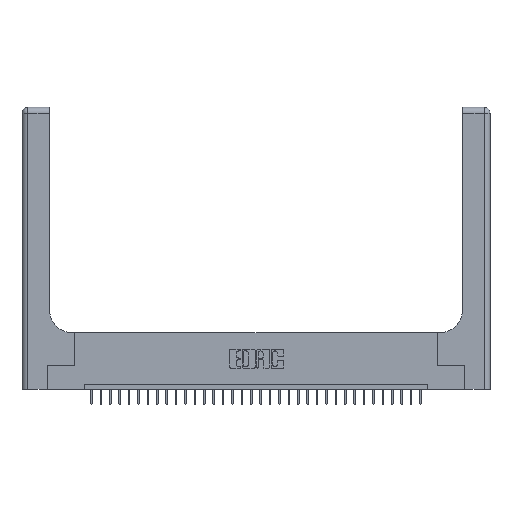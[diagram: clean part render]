
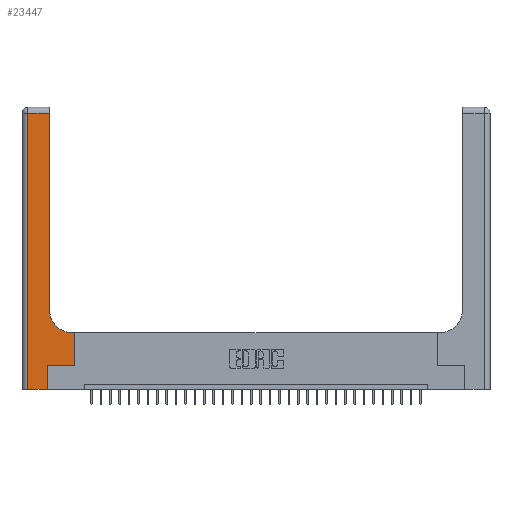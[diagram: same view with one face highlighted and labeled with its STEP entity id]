
A CAD part, top view. The second image highlights one B-rep face of the part: STEP entity #23447.
In plain terms, the highlighted planar face has unit normal (0, 0, 1).
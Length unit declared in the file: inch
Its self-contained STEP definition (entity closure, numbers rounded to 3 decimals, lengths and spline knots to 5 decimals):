
#1110 = EDGE_CURVE ( 'NONE', #22596, #31399, #18523, .T. ) ;
#1237 = CARTESIAN_POINT ( 'NONE',  ( 0.06, 3., 0.37 ) ) ;
#1391 = VERTEX_POINT ( 'NONE', #16607 ) ;
#2460 = CARTESIAN_POINT ( 'NONE',  ( 0.269, 0., 0.37 ) ) ;
#3086 = EDGE_CURVE ( 'NONE', #1391, #24769, #6872, .T. ) ;
#3204 = EDGE_CURVE ( 'NONE', #24169, #28716, #26808, .T. ) ;
#3498 = CARTESIAN_POINT ( 'NONE',  ( 0., 2.94, 0.37 ) ) ;
#3700 = CARTESIAN_POINT ( 'NONE',  ( 0., 3., 0.37 ) ) ;
#4256 = DIRECTION ( 'NONE',  ( 0., 1., 0. ) ) ;
#4283 = DIRECTION ( 'NONE',  ( 0., -1., 0. ) ) ;
#4611 = EDGE_CURVE ( 'NONE', #6930, #24169, #13943, .T. ) ;
#4637 = VECTOR ( 'NONE', #20128, 39.37008 ) ;
#4719 = VERTEX_POINT ( 'NONE', #28758 ) ;
#5653 = DIRECTION ( 'NONE',  ( 1., 0., 0. ) ) ;
#5873 = DIRECTION ( 'NONE',  ( -1., 0., 0. ) ) ;
#6819 = ORIENTED_EDGE ( 'NONE', *, *, #18269, .T. ) ;
#6872 = LINE ( 'NONE', #7456, #30033 ) ;
#6930 = VERTEX_POINT ( 'NONE', #2460 ) ;
#7270 = LINE ( 'NONE', #9995, #24441 ) ;
#7456 = CARTESIAN_POINT ( 'NONE',  ( 0.2915, 0.6, 0.37 ) ) ;
#9995 = CARTESIAN_POINT ( 'NONE',  ( 0.5585, 0.25, 0.37 ) ) ;
#10903 = ORIENTED_EDGE ( 'NONE', *, *, #3204, .T. ) ;
#11727 = VECTOR ( 'NONE', #4283, 39.37008 ) ;
#12640 = ORIENTED_EDGE ( 'NONE', *, *, #25760, .T. ) ;
#12777 = CARTESIAN_POINT ( 'NONE',  ( 0.06, 0., 0.37 ) ) ;
#13623 = CIRCLE ( 'NONE', #26326, 0.25 ) ;
#13930 = PLANE ( 'NONE',  #21680 ) ;
#13943 = LINE ( 'NONE', #26593, #31072 ) ;
#14239 = ORIENTED_EDGE ( 'NONE', *, *, #17090, .T. ) ;
#14625 = DIRECTION ( 'NONE',  ( 0., 1., 0. ) ) ;
#14737 = LINE ( 'NONE', #33080, #4637 ) ;
#15438 = VECTOR ( 'NONE', #5873, 39.37008 ) ;
#15584 = VECTOR ( 'NONE', #4256, 39.37008 ) ;
#15865 = DIRECTION ( 'NONE',  ( 0., 0., -1. ) ) ;
#16005 = LINE ( 'NONE', #29828, #15584 ) ;
#16412 = DIRECTION ( 'NONE',  ( 0., 1., 0. ) ) ;
#16520 = DIRECTION ( 'NONE',  ( 0., 0., -1. ) ) ;
#16607 = CARTESIAN_POINT ( 'NONE',  ( 0.5585, 0.6, 0.37 ) ) ;
#17090 = EDGE_CURVE ( 'NONE', #28716, #1391, #7270, .T. ) ;
#18216 = ORIENTED_EDGE ( 'NONE', *, *, #1110, .T. ) ;
#18269 = EDGE_CURVE ( 'NONE', #4719, #22730, #16005, .T. ) ;
#18523 = LINE ( 'NONE', #1237, #11727 ) ;
#19225 = ORIENTED_EDGE ( 'NONE', *, *, #4611, .T. ) ;
#20019 = VECTOR ( 'NONE', #24467, 39.37008 ) ;
#20128 = DIRECTION ( 'NONE',  ( 1., 0., 0. ) ) ;
#20230 = EDGE_CURVE ( 'NONE', #24769, #4719, #13623, .T. ) ;
#20454 = EDGE_LOOP ( 'NONE', ( #6819, #12640, #18216, #21857, #19225, #10903, #14239, #22649, #25233 ) ) ;
#21680 = AXIS2_PLACEMENT_3D ( 'NONE', #3700, #16520, #26862 ) ;
#21857 = ORIENTED_EDGE ( 'NONE', *, *, #30276, .T. ) ;
#22596 = VERTEX_POINT ( 'NONE', #27939 ) ;
#22649 = ORIENTED_EDGE ( 'NONE', *, *, #3086, .T. ) ;
#22730 = VERTEX_POINT ( 'NONE', #28272 ) ;
#23447 = ADVANCED_FACE ( 'NONE', ( #28998 ), #13930, .F. ) ;
#24169 = VERTEX_POINT ( 'NONE', #25840 ) ;
#24441 = VECTOR ( 'NONE', #14625, 39.37008 ) ;
#24467 = DIRECTION ( 'NONE',  ( 1., 0., 0. ) ) ;
#24769 = VERTEX_POINT ( 'NONE', #32440 ) ;
#25233 = ORIENTED_EDGE ( 'NONE', *, *, #20230, .T. ) ;
#25321 = DIRECTION ( 'NONE',  ( -1., 0., 0. ) ) ;
#25760 = EDGE_CURVE ( 'NONE', #22730, #22596, #32603, .T. ) ;
#25840 = CARTESIAN_POINT ( 'NONE',  ( 0.269, 0.25, 0.37 ) ) ;
#26326 = AXIS2_PLACEMENT_3D ( 'NONE', #29294, #15865, #5653 ) ;
#26593 = CARTESIAN_POINT ( 'NONE',  ( 0.269, 0., 0.37 ) ) ;
#26808 = LINE ( 'NONE', #26904, #20019 ) ;
#26862 = DIRECTION ( 'NONE',  ( -1., 0., 0. ) ) ;
#26904 = CARTESIAN_POINT ( 'NONE',  ( 0.269, 0.25, 0.37 ) ) ;
#27939 = CARTESIAN_POINT ( 'NONE',  ( 0.06, 2.94, 0.37 ) ) ;
#28272 = CARTESIAN_POINT ( 'NONE',  ( 0.2915, 2.94, 0.37 ) ) ;
#28716 = VERTEX_POINT ( 'NONE', #32971 ) ;
#28758 = CARTESIAN_POINT ( 'NONE',  ( 0.2915, 0.85, 0.37 ) ) ;
#28998 = FACE_OUTER_BOUND ( 'NONE', #20454, .T. ) ;
#29294 = CARTESIAN_POINT ( 'NONE',  ( 0.5415, 0.85, 0.37 ) ) ;
#29828 = CARTESIAN_POINT ( 'NONE',  ( 0.2915, 3., 0.37 ) ) ;
#30033 = VECTOR ( 'NONE', #25321, 39.37008 ) ;
#30276 = EDGE_CURVE ( 'NONE', #31399, #6930, #14737, .T. ) ;
#31072 = VECTOR ( 'NONE', #16412, 39.37008 ) ;
#31399 = VERTEX_POINT ( 'NONE', #12777 ) ;
#32440 = CARTESIAN_POINT ( 'NONE',  ( 0.5415, 0.6, 0.37 ) ) ;
#32603 = LINE ( 'NONE', #3498, #15438 ) ;
#32971 = CARTESIAN_POINT ( 'NONE',  ( 0.5585, 0.25, 0.37 ) ) ;
#33080 = CARTESIAN_POINT ( 'NONE',  ( 0., 0., 0.37 ) ) ;
